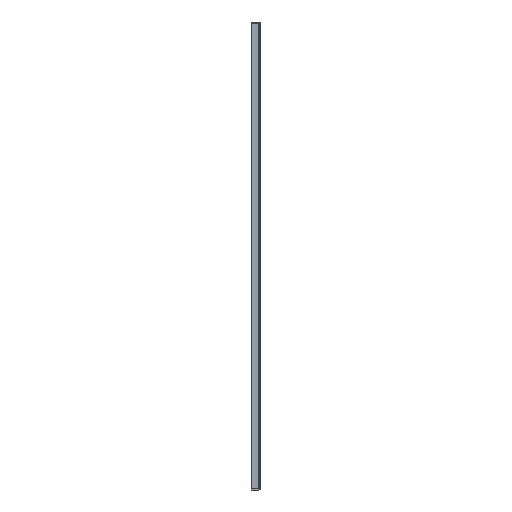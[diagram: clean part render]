
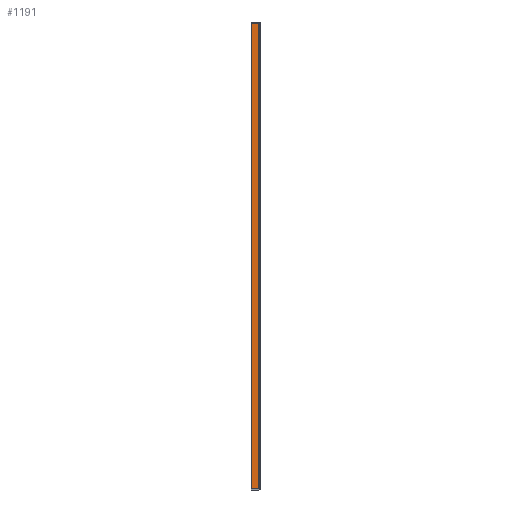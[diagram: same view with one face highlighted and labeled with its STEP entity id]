
A CAD part, left-side view. The second image highlights one B-rep face of the part: STEP entity #1191.
In plain terms, the highlighted planar face has unit normal (-1, 0, 0).
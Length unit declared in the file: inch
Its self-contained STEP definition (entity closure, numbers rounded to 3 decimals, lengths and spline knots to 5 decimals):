
#30 = AXIS2_PLACEMENT_3D ( 'NONE', #711, #1610, #462 ) ;
#121 = VERTEX_POINT ( 'NONE', #666 ) ;
#150 = VECTOR ( 'NONE', #1039, 39.37008 ) ;
#164 = CARTESIAN_POINT ( 'NONE',  ( -39., 0.875, 21.87492 ) ) ;
#408 = ORIENTED_EDGE ( 'NONE', *, *, #597, .F. ) ;
#462 = DIRECTION ( 'NONE',  ( 0., 1., 0. ) ) ;
#483 = CARTESIAN_POINT ( 'NONE',  ( -39., 0.875, 21.815 ) ) ;
#487 = VERTEX_POINT ( 'NONE', #2202 ) ;
#524 = LINE ( 'NONE', #483, #2905 ) ;
#597 = EDGE_CURVE ( 'NONE', #487, #2922, #524, .T. ) ;
#610 = CARTESIAN_POINT ( 'NONE',  ( -39., 0.185, -21.815 ) ) ;
#666 = CARTESIAN_POINT ( 'NONE',  ( -39., 0.185, 21.87492 ) ) ;
#711 = CARTESIAN_POINT ( 'NONE',  ( -39., 0.11039, 21.815 ) ) ;
#712 = DIRECTION ( 'NONE',  ( 0., 0., 1. ) ) ;
#767 = FACE_OUTER_BOUND ( 'NONE', #1172, .T. ) ;
#875 = ORIENTED_EDGE ( 'NONE', *, *, #1689, .F. ) ;
#1039 = DIRECTION ( 'NONE',  ( 0., 0., -1. ) ) ;
#1117 = VECTOR ( 'NONE', #2020, 39.37008 ) ;
#1172 = EDGE_LOOP ( 'NONE', ( #2184, #408, #2183, #875 ) ) ;
#1191 = ADVANCED_FACE ( 'NONE', ( #767 ), #2774, .F. ) ;
#1196 = LINE ( 'NONE', #2333, #1117 ) ;
#1551 = EDGE_CURVE ( 'NONE', #487, #2477, #2925, .T. ) ;
#1610 = DIRECTION ( 'NONE',  ( 1., 0., 0. ) ) ;
#1663 = VECTOR ( 'NONE', #2687, 39.37008 ) ;
#1689 = EDGE_CURVE ( 'NONE', #121, #2477, #2753, .T. ) ;
#1964 = EDGE_CURVE ( 'NONE', #2922, #121, #1196, .T. ) ;
#2020 = DIRECTION ( 'NONE',  ( 0., -1., 0. ) ) ;
#2183 = ORIENTED_EDGE ( 'NONE', *, *, #1551, .T. ) ;
#2184 = ORIENTED_EDGE ( 'NONE', *, *, #1964, .F. ) ;
#2202 = CARTESIAN_POINT ( 'NONE',  ( -39., 0.875, -21.87492 ) ) ;
#2207 = CARTESIAN_POINT ( 'NONE',  ( -39., 0.11039, -21.87492 ) ) ;
#2333 = CARTESIAN_POINT ( 'NONE',  ( -39., 0.11039, 21.87492 ) ) ;
#2346 = CARTESIAN_POINT ( 'NONE',  ( -39., 0.185, -21.87492 ) ) ;
#2477 = VERTEX_POINT ( 'NONE', #2346 ) ;
#2687 = DIRECTION ( 'NONE',  ( 0., -1., 0. ) ) ;
#2753 = LINE ( 'NONE', #610, #150 ) ;
#2774 = PLANE ( 'NONE',  #30 ) ;
#2905 = VECTOR ( 'NONE', #712, 39.37008 ) ;
#2922 = VERTEX_POINT ( 'NONE', #164 ) ;
#2925 = LINE ( 'NONE', #2207, #1663 ) ;
